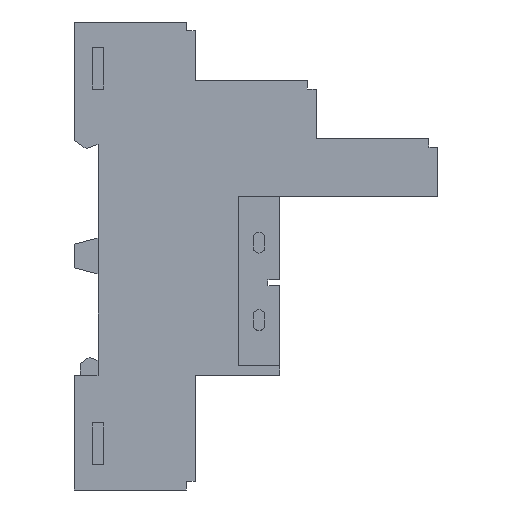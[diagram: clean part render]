
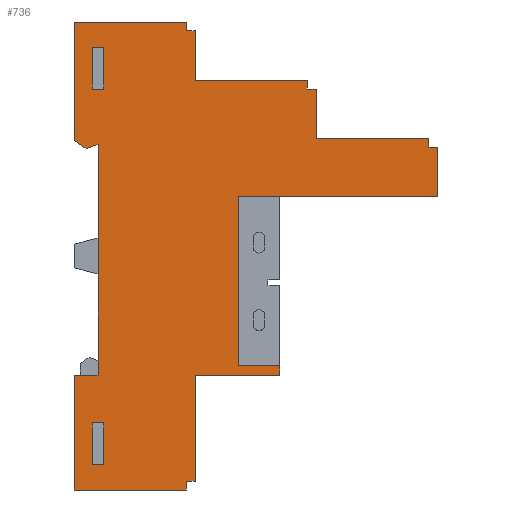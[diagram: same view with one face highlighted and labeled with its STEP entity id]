
A CAD part, left-side view. The second image highlights one B-rep face of the part: STEP entity #736.
In plain terms, the highlighted planar face has unit normal (-1, 0, 0).
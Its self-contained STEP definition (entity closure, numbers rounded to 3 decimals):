
#736=ADVANCED_FACE('FACE233',(#1506,#1507,#1508),#1509,.F.);
#1506=FACE_OUTER_BOUND('',#2286,.T.);
#1507=FACE_BOUND('',#2287,.T.);
#1508=FACE_BOUND('',#2288,.T.);
#1509=PLANE('',#2289);
#2286=EDGE_LOOP('',(#4391,#4392,#4393,#4394,#4395,#4396,#4397,#4398,#4399,#4400,#4401,#4402,#4403,#4404,#4405,#4406,#4407,#4408,#4409,#4410,#4411,#4412,#4413,#4414,#4415,#4416,#4417));
#2287=EDGE_LOOP('',(#4418,#4419,#4420,#4421));
#2288=EDGE_LOOP('',(#4422,#4423,#4424,#4425));
#2289=AXIS2_PLACEMENT_3D('',#4426,#4427,#4428);
#4391=ORIENTED_EDGE('',*,*,#5378,.T.);
#4392=ORIENTED_EDGE('',*,*,#5379,.T.);
#4393=ORIENTED_EDGE('',*,*,#5350,.T.);
#4394=ORIENTED_EDGE('',*,*,#5344,.F.);
#4395=ORIENTED_EDGE('',*,*,#5341,.T.);
#4396=ORIENTED_EDGE('',*,*,#5338,.T.);
#4397=ORIENTED_EDGE('',*,*,#5333,.F.);
#4398=ORIENTED_EDGE('',*,*,#5330,.F.);
#4399=ORIENTED_EDGE('',*,*,#5366,.F.);
#4400=ORIENTED_EDGE('',*,*,#5326,.F.);
#4401=ORIENTED_EDGE('',*,*,#5324,.F.);
#4402=ORIENTED_EDGE('',*,*,#5320,.F.);
#4403=ORIENTED_EDGE('',*,*,#5315,.F.);
#4404=ORIENTED_EDGE('',*,*,#5311,.T.);
#4405=ORIENTED_EDGE('',*,*,#5308,.T.);
#4406=ORIENTED_EDGE('',*,*,#5305,.F.);
#4407=ORIENTED_EDGE('',*,*,#5300,.F.);
#4408=ORIENTED_EDGE('',*,*,#5296,.T.);
#4409=ORIENTED_EDGE('',*,*,#5293,.T.);
#4410=ORIENTED_EDGE('',*,*,#5290,.F.);
#4411=ORIENTED_EDGE('',*,*,#5285,.F.);
#4412=ORIENTED_EDGE('',*,*,#5281,.T.);
#4413=ORIENTED_EDGE('',*,*,#5278,.T.);
#4414=ORIENTED_EDGE('',*,*,#5275,.F.);
#4415=ORIENTED_EDGE('',*,*,#5270,.T.);
#4416=ORIENTED_EDGE('',*,*,#5267,.T.);
#4417=ORIENTED_EDGE('',*,*,#5376,.T.);
#4418=ORIENTED_EDGE('',*,*,#5263,.T.);
#4419=ORIENTED_EDGE('',*,*,#5260,.T.);
#4420=ORIENTED_EDGE('',*,*,#5257,.T.);
#4421=ORIENTED_EDGE('',*,*,#5253,.T.);
#4422=ORIENTED_EDGE('',*,*,#5251,.T.);
#4423=ORIENTED_EDGE('',*,*,#5248,.T.);
#4424=ORIENTED_EDGE('',*,*,#5245,.T.);
#4425=ORIENTED_EDGE('',*,*,#5241,.T.);
#4426=CARTESIAN_POINT('',(-7.75,-10.157,0.0));
#4427=DIRECTION('',(1.0,0.0,0.0));
#4428=DIRECTION('',(0.0,1.0,-0.0));
#5241=EDGE_CURVE('EDGE488',#6430,#6431,#6432,.T.);
#5245=EDGE_CURVE('EDGE491',#6436,#6430,#6437,.T.);
#5248=EDGE_CURVE('EDGE493',#6440,#6436,#6441,.T.);
#5251=EDGE_CURVE('EDGE495',#6431,#6440,#6444,.T.);
#5253=EDGE_CURVE('EDGE496',#6446,#6447,#6448,.T.);
#5257=EDGE_CURVE('EDGE499',#6452,#6446,#6453,.T.);
#5260=EDGE_CURVE('EDGE501',#6456,#6452,#6457,.T.);
#5263=EDGE_CURVE('EDGE503',#6447,#6456,#6460,.T.);
#5267=EDGE_CURVE('EDGE506',#6467,#6465,#6468,.T.);
#5270=EDGE_CURVE('EDGE508',#6471,#6467,#6472,.T.);
#5275=EDGE_CURVE('EDGE512',#6471,#6478,#6479,.T.);
#5278=EDGE_CURVE('EDGE514',#6482,#6478,#6483,.T.);
#5281=EDGE_CURVE('EDGE516',#6486,#6482,#6487,.T.);
#5285=EDGE_CURVE('EDGE519',#6486,#6492,#6493,.T.);
#5290=EDGE_CURVE('EDGE523',#6492,#6499,#6500,.T.);
#5293=EDGE_CURVE('EDGE525',#6503,#6499,#6504,.T.);
#5296=EDGE_CURVE('EDGE527',#6507,#6503,#6508,.T.);
#5300=EDGE_CURVE('EDGE530',#6507,#6513,#6514,.T.);
#5305=EDGE_CURVE('EDGE534',#6513,#6520,#6521,.T.);
#5308=EDGE_CURVE('EDGE536',#6524,#6520,#6525,.T.);
#5311=EDGE_CURVE('EDGE538',#6528,#6524,#6529,.T.);
#5315=EDGE_CURVE('EDGE541',#6528,#6534,#6535,.T.);
#5320=EDGE_CURVE('EDGE545',#6534,#6541,#6542,.T.);
#5324=EDGE_CURVE('EDGE548',#6541,#6545,#6547,.T.);
#5326=EDGE_CURVE('EDGE549',#6545,#6549,#6550,.T.);
#5330=EDGE_CURVE('EDGE552',#6553,#6555,#6556,.T.);
#5333=EDGE_CURVE('EDGE554',#6555,#6559,#6560,.T.);
#5338=EDGE_CURVE('EDGE558',#6566,#6559,#6567,.T.);
#5341=EDGE_CURVE('EDGE560',#6570,#6566,#6571,.T.);
#5344=EDGE_CURVE('EDGE562',#6570,#6574,#6575,.T.);
#5350=EDGE_CURVE('EDGE567',#6580,#6574,#6584,.T.);
#5366=EDGE_CURVE('EDGE579',#6549,#6553,#6610,.T.);
#5376=EDGE_CURVE('EDGE587',#6465,#6623,#6625,.T.);
#5378=EDGE_CURVE('EDGE588',#6623,#6627,#6628,.T.);
#5379=EDGE_CURVE('EDGE589',#6627,#6580,#6629,.T.);
#6430=VERTEX_POINT('VERTEX326',#8093);
#6431=VERTEX_POINT('VERTEX327',#8094);
#6432=LINE('',#8095,#8096);
#6436=VERTEX_POINT('VERTEX328',#8102);
#6437=LINE('',#8103,#8104);
#6440=VERTEX_POINT('VERTEX329',#8108);
#6441=LINE('',#8109,#8110);
#6444=LINE('',#8114,#8115);
#6446=VERTEX_POINT('VERTEX330',#8117);
#6447=VERTEX_POINT('VERTEX331',#8118);
#6448=LINE('',#8119,#8120);
#6452=VERTEX_POINT('VERTEX332',#8126);
#6453=LINE('',#8127,#8128);
#6456=VERTEX_POINT('VERTEX333',#8132);
#6457=LINE('',#8133,#8134);
#6460=LINE('',#8138,#8139);
#6465=VERTEX_POINT('VERTEX336',#8145);
#6467=VERTEX_POINT('VERTEX337',#8148);
#6468=LINE('',#8149,#8150);
#6471=VERTEX_POINT('VERTEX338',#8154);
#6472=LINE('',#8155,#8156);
#6478=VERTEX_POINT('VERTEX340',#8165);
#6479=LINE('',#8166,#8167);
#6482=VERTEX_POINT('VERTEX341',#8171);
#6483=LINE('',#8172,#8173);
#6486=VERTEX_POINT('VERTEX342',#8177);
#6487=LINE('',#8178,#8179);
#6492=VERTEX_POINT('VERTEX344',#8186);
#6493=LINE('',#8187,#8188);
#6499=VERTEX_POINT('VERTEX346',#8197);
#6500=LINE('',#8198,#8199);
#6503=VERTEX_POINT('VERTEX347',#8203);
#6504=LINE('',#8204,#8205);
#6507=VERTEX_POINT('VERTEX348',#8209);
#6508=LINE('',#8210,#8211);
#6513=VERTEX_POINT('VERTEX350',#8218);
#6514=LINE('',#8219,#8220);
#6520=VERTEX_POINT('VERTEX352',#8229);
#6521=LINE('',#8230,#8231);
#6524=VERTEX_POINT('VERTEX353',#8235);
#6525=LINE('',#8236,#8237);
#6528=VERTEX_POINT('VERTEX354',#8241);
#6529=LINE('',#8242,#8243);
#6534=VERTEX_POINT('VERTEX356',#8250);
#6535=LINE('',#8251,#8252);
#6541=VERTEX_POINT('VERTEX358',#8261);
#6542=LINE('',#8262,#8263);
#6545=VERTEX_POINT('VERTEX359',#8267);
#6547=LINE('',#8270,#8271);
#6549=VERTEX_POINT('VERTEX360',#8273);
#6550=LINE('',#8274,#8275);
#6553=VERTEX_POINT('VERTEX361',#8279);
#6555=VERTEX_POINT('VERTEX362',#8282);
#6556=LINE('',#8283,#8284);
#6559=VERTEX_POINT('VERTEX363',#8288);
#6560=LINE('',#8289,#8290);
#6566=VERTEX_POINT('VERTEX365',#8299);
#6567=LINE('',#8300,#8301);
#6570=VERTEX_POINT('VERTEX366',#8305);
#6571=LINE('',#8306,#8307);
#6574=VERTEX_POINT('VERTEX367',#8311);
#6575=LINE('',#8312,#8313);
#6580=VERTEX_POINT('VERTEX369',#8320);
#6584=LINE('',#8326,#8327);
#6610=LINE('',#8364,#8365);
#6623=VERTEX_POINT('VERTEX385',#8382);
#6625=LINE('',#8385,#8386);
#6627=VERTEX_POINT('VERTEX386',#8388);
#6628=LINE('',#8389,#8390);
#6629=LINE('',#8391,#8392);
#8093=CARTESIAN_POINT('',(-7.75,-5.0,-28.0));
#8094=CARTESIAN_POINT('',(-7.75,-5.0,-35.0));
#8095=CARTESIAN_POINT('',(-7.75,-5.0,-15.75));
#8096=VECTOR('',#9133,25.4);
#8102=CARTESIAN_POINT('',(-7.75,-3.0,-28.0));
#8103=CARTESIAN_POINT('',(-7.75,-7.078,-28.0));
#8104=VECTOR('',#9136,25.4);
#8108=CARTESIAN_POINT('',(-7.75,-3.0,-35.0));
#8109=CARTESIAN_POINT('',(-7.75,-3.0,-15.75));
#8110=VECTOR('',#9138,25.4);
#8114=CARTESIAN_POINT('',(-7.75,-7.078,-35.0));
#8115=VECTOR('',#9140,25.4);
#8117=CARTESIAN_POINT('',(-7.75,-5.0,35.0));
#8118=CARTESIAN_POINT('',(-7.75,-5.0,28.0));
#8119=CARTESIAN_POINT('',(-7.75,-5.0,15.75));
#8120=VECTOR('',#9141,25.4);
#8126=CARTESIAN_POINT('',(-7.75,-3.0,35.0));
#8127=CARTESIAN_POINT('',(-7.75,-7.078,35.0));
#8128=VECTOR('',#9144,25.4);
#8132=CARTESIAN_POINT('',(-7.75,-3.0,28.0));
#8133=CARTESIAN_POINT('',(-7.75,-3.0,15.75));
#8134=VECTOR('',#9146,25.4);
#8138=CARTESIAN_POINT('',(-7.75,-7.078,28.0));
#8139=VECTOR('',#9148,25.4);
#8145=CARTESIAN_POINT('',(-7.75,-2.0,18.0));
#8148=CARTESIAN_POINT('',(-7.75,0.0,19.4));
#8149=CARTESIAN_POINT('',(-7.75,0.0,19.4));
#8150=VECTOR('',#9151,1.0);
#8154=CARTESIAN_POINT('',(-7.75,0.0,39.25));
#8155=CARTESIAN_POINT('',(-7.75,0.0,0.0));
#8156=VECTOR('',#9153,1.0);
#8165=CARTESIAN_POINT('',(-7.75,-18.813,39.25));
#8166=CARTESIAN_POINT('',(-7.75,-10.157,39.25));
#8167=VECTOR('',#9157,1.0);
#8171=CARTESIAN_POINT('',(-7.75,-18.813,37.75));
#8172=CARTESIAN_POINT('',(-7.75,-18.813,19.25));
#8173=VECTOR('',#9159,25.4);
#8177=CARTESIAN_POINT('',(-7.75,-20.313,37.75));
#8178=CARTESIAN_POINT('',(-7.75,-14.86,37.75));
#8179=VECTOR('',#9161,25.4);
#8186=CARTESIAN_POINT('',(-7.75,-20.313,29.5));
#8187=CARTESIAN_POINT('',(-7.75,-20.313,0.0));
#8188=VECTOR('',#9164,1.0);
#8197=CARTESIAN_POINT('',(-7.75,-39.126,29.5));
#8198=CARTESIAN_POINT('',(-7.75,-20.313,29.5));
#8199=VECTOR('',#9168,1.0);
#8203=CARTESIAN_POINT('',(-7.75,-39.126,28.0));
#8204=CARTESIAN_POINT('',(-7.75,-39.126,14.375));
#8205=VECTOR('',#9170,25.4);
#8209=CARTESIAN_POINT('',(-7.75,-40.626,28.0));
#8210=CARTESIAN_POINT('',(-7.75,-25.016,28.0));
#8211=VECTOR('',#9172,25.4);
#8218=CARTESIAN_POINT('',(-7.75,-40.626,19.75));
#8219=CARTESIAN_POINT('',(-7.75,-40.626,19.75));
#8220=VECTOR('',#9175,1.0);
#8229=CARTESIAN_POINT('',(-7.75,-59.5,19.75));
#8230=CARTESIAN_POINT('',(-7.75,-30.5,19.75));
#8231=VECTOR('',#9179,1.0);
#8235=CARTESIAN_POINT('',(-7.75,-59.5,18.25));
#8236=CARTESIAN_POINT('',(-7.75,-59.5,9.5));
#8237=VECTOR('',#9181,25.4);
#8241=CARTESIAN_POINT('',(-7.75,-61.0,18.25));
#8242=CARTESIAN_POINT('',(-7.75,-35.203,18.25));
#8243=VECTOR('',#9183,25.4);
#8250=CARTESIAN_POINT('',(-7.75,-61.0,10.0));
#8251=CARTESIAN_POINT('',(-7.75,-61.0,14.875));
#8252=VECTOR('',#9186,1.0);
#8261=CARTESIAN_POINT('',(-7.75,-27.5,10.0));
#8262=CARTESIAN_POINT('',(-7.75,-20.313,10.0));
#8263=VECTOR('',#9190,1.0);
#8267=CARTESIAN_POINT('',(-7.75,-27.5,-18.43));
#8270=CARTESIAN_POINT('',(-7.75,-27.5,-5.0));
#8271=VECTOR('',#9193,1.0);
#8273=CARTESIAN_POINT('',(-7.75,-34.5,-18.43));
#8274=CARTESIAN_POINT('',(-7.75,-17.25,-18.43));
#8275=VECTOR('',#9194,1.0);
#8279=CARTESIAN_POINT('',(-7.75,-34.5,-20.0));
#8282=CARTESIAN_POINT('',(-7.75,-20.313,-20.0));
#8283=CARTESIAN_POINT('',(-7.75,-13.75,-20.0));
#8284=VECTOR('',#9197,1.0);
#8288=CARTESIAN_POINT('',(-7.75,-20.313,-37.75));
#8289=CARTESIAN_POINT('',(-7.75,-20.313,0.0));
#8290=VECTOR('',#9199,1.0);
#8299=CARTESIAN_POINT('',(-7.75,-18.813,-37.75));
#8300=CARTESIAN_POINT('',(-7.75,-14.86,-37.75));
#8301=VECTOR('',#9203,25.4);
#8305=CARTESIAN_POINT('',(-7.75,-18.813,-39.25));
#8306=CARTESIAN_POINT('',(-7.75,-18.813,-19.25));
#8307=VECTOR('',#9205,25.4);
#8311=CARTESIAN_POINT('',(-7.75,0.0,-39.25));
#8312=CARTESIAN_POINT('',(-7.75,-10.157,-39.25));
#8313=VECTOR('',#9207,1.0);
#8320=CARTESIAN_POINT('',(-7.75,0.0,-20.0));
#8326=CARTESIAN_POINT('',(-7.75,0.0,0.0));
#8327=VECTOR('',#9212,1.0);
#8364=CARTESIAN_POINT('',(-7.75,-34.5,-19.215));
#8365=VECTOR('',#9224,1.0);
#8382=CARTESIAN_POINT('',(-7.75,-4.0,18.728));
#8385=CARTESIAN_POINT('',(-7.75,-2.0,18.0));
#8386=VECTOR('',#9236,1.0);
#8388=CARTESIAN_POINT('',(-7.75,-4.0,-20.0));
#8389=CARTESIAN_POINT('',(-7.75,-4.0,0.0));
#8390=VECTOR('',#9237,25.4);
#8391=CARTESIAN_POINT('',(-7.75,-6.078,-20.0));
#8392=VECTOR('',#9238,25.4);
#9133=DIRECTION('',(0.0,0.0,-1.0));
#9136=DIRECTION('',(0.0,-1.0,0.0));
#9138=DIRECTION('',(0.0,0.0,1.0));
#9140=DIRECTION('',(0.0,1.0,0.0));
#9141=DIRECTION('',(0.0,0.0,-1.0));
#9144=DIRECTION('',(0.0,-1.0,0.0));
#9146=DIRECTION('',(0.0,0.0,1.0));
#9148=DIRECTION('',(0.0,1.0,0.0));
#9151=DIRECTION('',(0.0,-0.819,-0.574));
#9153=DIRECTION('',(0.0,0.0,-1.0));
#9157=DIRECTION('',(0.0,-1.0,0.0));
#9159=DIRECTION('',(0.0,0.0,1.0));
#9161=DIRECTION('',(0.0,1.0,0.0));
#9164=DIRECTION('',(0.0,0.0,-1.0));
#9168=DIRECTION('',(0.0,-1.0,0.0));
#9170=DIRECTION('',(0.0,0.0,1.0));
#9172=DIRECTION('',(0.0,1.0,0.0));
#9175=DIRECTION('',(0.0,0.0,-1.0));
#9179=DIRECTION('',(0.0,-1.0,0.0));
#9181=DIRECTION('',(0.0,0.0,1.0));
#9183=DIRECTION('',(0.0,1.0,0.0));
#9186=DIRECTION('',(0.0,0.0,-1.0));
#9190=DIRECTION('',(0.0,1.0,0.0));
#9193=DIRECTION('',(0.0,0.0,-1.0));
#9194=DIRECTION('',(0.0,-1.0,0.0));
#9197=DIRECTION('',(0.0,1.0,0.0));
#9199=DIRECTION('',(0.0,0.0,-1.0));
#9203=DIRECTION('',(0.0,-1.0,0.0));
#9205=DIRECTION('',(0.0,0.0,1.0));
#9207=DIRECTION('',(0.0,1.0,0.0));
#9212=DIRECTION('',(0.0,0.0,-1.0));
#9224=DIRECTION('',(0.0,0.0,-1.0));
#9236=DIRECTION('',(0.0,-0.94,0.342));
#9237=DIRECTION('',(0.0,0.0,-1.0));
#9238=DIRECTION('',(0.0,1.0,0.0));
